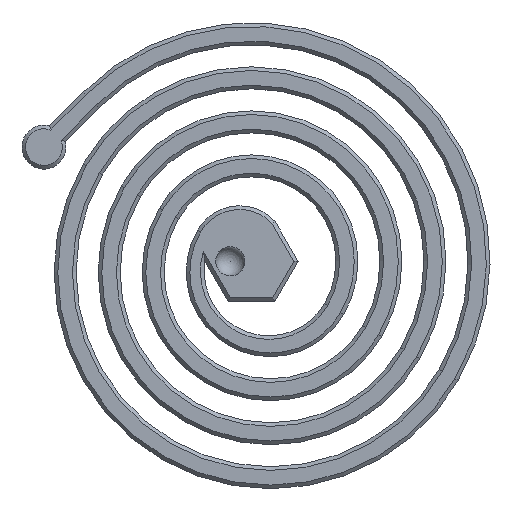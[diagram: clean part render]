
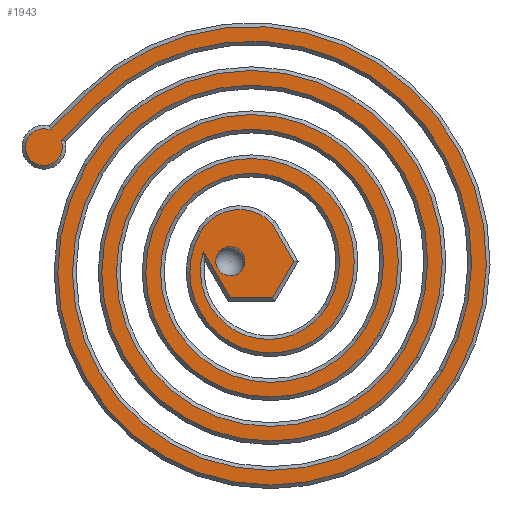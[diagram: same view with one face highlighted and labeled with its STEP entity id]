
A CAD part, left-side view. The second image highlights one B-rep face of the part: STEP entity #1943.
In plain terms, the highlighted planar face has unit normal (-1, 0, 0).
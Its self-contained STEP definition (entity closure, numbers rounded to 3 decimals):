
#97=LINE('',#2599,#202);
#163=LINE('',#2854,#268);
#166=LINE('',#2862,#271);
#168=LINE('',#2873,#273);
#170=LINE('',#2877,#275);
#192=LINE('',#2950,#297);
#202=VECTOR('',#2163,1000.);
#268=VECTOR('',#2423,1000.);
#271=VECTOR('',#2432,1000.);
#273=VECTOR('',#2440,1000.);
#275=VECTOR('',#2444,1000.);
#297=VECTOR('',#2530,1000.);
#654=ORIENTED_EDGE('',*,*,#869,.T.);
#655=ORIENTED_EDGE('',*,*,#718,.T.);
#656=ORIENTED_EDGE('',*,*,#866,.T.);
#657=ORIENTED_EDGE('',*,*,#864,.T.);
#658=ORIENTED_EDGE('',*,*,#705,.T.);
#659=ORIENTED_EDGE('',*,*,#720,.T.);
#660=ORIENTED_EDGE('',*,*,#810,.T.);
#661=ORIENTED_EDGE('',*,*,#814,.T.);
#662=ORIENTED_EDGE('',*,*,#818,.T.);
#663=ORIENTED_EDGE('',*,*,#822,.T.);
#664=ORIENTED_EDGE('',*,*,#826,.T.);
#665=ORIENTED_EDGE('',*,*,#830,.T.);
#666=ORIENTED_EDGE('',*,*,#834,.T.);
#667=ORIENTED_EDGE('',*,*,#837,.T.);
#668=ORIENTED_EDGE('',*,*,#835,.T.);
#669=ORIENTED_EDGE('',*,*,#831,.T.);
#670=ORIENTED_EDGE('',*,*,#827,.T.);
#671=ORIENTED_EDGE('',*,*,#823,.T.);
#672=ORIENTED_EDGE('',*,*,#819,.T.);
#673=ORIENTED_EDGE('',*,*,#815,.T.);
#674=ORIENTED_EDGE('',*,*,#811,.T.);
#675=ORIENTED_EDGE('',*,*,#807,.T.);
#676=ORIENTED_EDGE('',*,*,#805,.T.);
#677=ORIENTED_EDGE('',*,*,#803,.T.);
#678=ORIENTED_EDGE('',*,*,#801,.T.);
#705=EDGE_CURVE('',#896,#895,#97,.T.);
#718=EDGE_CURVE('',#906,#905,#1003,.F.);
#720=EDGE_CURVE('',#895,#907,#1004,.T.);
#801=EDGE_CURVE('',#959,#906,#1038,.F.);
#803=EDGE_CURVE('',#960,#959,#1039,.F.);
#805=EDGE_CURVE('',#961,#960,#1040,.F.);
#807=EDGE_CURVE('',#962,#961,#1041,.F.);
#810=EDGE_CURVE('',#907,#963,#1042,.T.);
#811=EDGE_CURVE('',#964,#962,#1043,.F.);
#814=EDGE_CURVE('',#963,#965,#1044,.T.);
#815=EDGE_CURVE('',#966,#964,#1045,.F.);
#818=EDGE_CURVE('',#965,#967,#1046,.T.);
#819=EDGE_CURVE('',#968,#966,#1047,.F.);
#822=EDGE_CURVE('',#967,#969,#1048,.T.);
#823=EDGE_CURVE('',#970,#968,#1049,.F.);
#826=EDGE_CURVE('',#969,#971,#1050,.T.);
#827=EDGE_CURVE('',#972,#970,#163,.T.);
#830=EDGE_CURVE('',#971,#973,#1051,.T.);
#831=EDGE_CURVE('',#974,#972,#166,.T.);
#834=EDGE_CURVE('',#973,#975,#1052,.T.);
#835=EDGE_CURVE('',#976,#974,#168,.T.);
#837=EDGE_CURVE('',#975,#976,#170,.T.);
#864=EDGE_CURVE('',#979,#896,#1055,.F.);
#866=EDGE_CURVE('',#905,#979,#192,.T.);
#869=EDGE_CURVE('',#980,#980,#1056,.T.);
#895=VERTEX_POINT('',#2598);
#896=VERTEX_POINT('',#2600);
#905=VERTEX_POINT('',#2628);
#906=VERTEX_POINT('',#2630);
#907=VERTEX_POINT('',#2634);
#959=VERTEX_POINT('',#2800);
#960=VERTEX_POINT('',#2804);
#961=VERTEX_POINT('',#2808);
#962=VERTEX_POINT('',#2812);
#963=VERTEX_POINT('',#2816);
#964=VERTEX_POINT('',#2820);
#965=VERTEX_POINT('',#2824);
#966=VERTEX_POINT('',#2828);
#967=VERTEX_POINT('',#2832);
#968=VERTEX_POINT('',#2836);
#969=VERTEX_POINT('',#2840);
#970=VERTEX_POINT('',#2844);
#971=VERTEX_POINT('',#2851);
#972=VERTEX_POINT('',#2855);
#973=VERTEX_POINT('',#2859);
#974=VERTEX_POINT('',#2863);
#975=VERTEX_POINT('',#2870);
#976=VERTEX_POINT('',#2874);
#979=VERTEX_POINT('',#2942);
#980=VERTEX_POINT('',#2957);
#1003=CIRCLE('',#1980,16.);
#1004=CIRCLE('',#1982,15.);
#1038=CIRCLE('',#2043,14.5);
#1039=CIRCLE('',#2045,13.);
#1040=CIRCLE('',#2047,11.5);
#1041=CIRCLE('',#2049,10.);
#1042=CIRCLE('',#2051,13.5);
#1043=CIRCLE('',#2053,8.5);
#1044=CIRCLE('',#2055,12.);
#1045=CIRCLE('',#2057,7.);
#1046=CIRCLE('',#2059,10.5);
#1047=CIRCLE('',#2061,5.5);
#1048=CIRCLE('',#2063,9.);
#1049=CIRCLE('',#2065,3.061);
#1050=CIRCLE('',#2067,7.5);
#1051=CIRCLE('',#2070,6.);
#1052=CIRCLE('',#2073,4.648);
#1055=CIRCLE('',#2105,1.25);
#1056=CIRCLE('',#2111,1.);
#1143=EDGE_LOOP('',(#654));
#1144=EDGE_LOOP('',(#655,#656,#657,#658,#659,#660,#661,#662,#663,#664,#665,
#666,#667,#668,#669,#670,#671,#672,#673,#674,#675,#676,#677,#678));
#1232=FACE_BOUND('',#1143,.T.);
#1233=FACE_BOUND('',#1144,.T.);
#1262=PLANE('',#2110);
#1943=ADVANCED_FACE('',(#1232,#1233),#1262,.F.);
#1980=AXIS2_PLACEMENT_3D('',#2629,#2187,#2188);
#1982=AXIS2_PLACEMENT_3D('',#2633,#2192,#2193);
#2043=AXIS2_PLACEMENT_3D('',#2799,#2359,#2360);
#2045=AXIS2_PLACEMENT_3D('',#2803,#2364,#2365);
#2047=AXIS2_PLACEMENT_3D('',#2807,#2369,#2370);
#2049=AXIS2_PLACEMENT_3D('',#2811,#2374,#2375);
#2051=AXIS2_PLACEMENT_3D('',#2817,#2380,#2381);
#2053=AXIS2_PLACEMENT_3D('',#2819,#2384,#2385);
#2055=AXIS2_PLACEMENT_3D('',#2825,#2390,#2391);
#2057=AXIS2_PLACEMENT_3D('',#2827,#2394,#2395);
#2059=AXIS2_PLACEMENT_3D('',#2833,#2400,#2401);
#2061=AXIS2_PLACEMENT_3D('',#2835,#2404,#2405);
#2063=AXIS2_PLACEMENT_3D('',#2841,#2410,#2411);
#2065=AXIS2_PLACEMENT_3D('',#2843,#2414,#2415);
#2067=AXIS2_PLACEMENT_3D('',#2852,#2419,#2420);
#2070=AXIS2_PLACEMENT_3D('',#2860,#2428,#2429);
#2073=AXIS2_PLACEMENT_3D('',#2871,#2436,#2437);
#2105=AXIS2_PLACEMENT_3D('',#2943,#2524,#2525);
#2110=AXIS2_PLACEMENT_3D('',#2955,#2537,#2538);
#2111=AXIS2_PLACEMENT_3D('',#2956,#2539,#2540);
#2163=DIRECTION('',(0.,-0.707,0.707));
#2187=DIRECTION('',(1.,0.,0.));
#2188=DIRECTION('',(0.,0.5,-0.866));
#2192=DIRECTION('',(1.,0.,0.));
#2193=DIRECTION('',(0.,0.5,-0.866));
#2359=DIRECTION('',(1.,0.,0.));
#2360=DIRECTION('',(0.,0.5,-0.866));
#2364=DIRECTION('',(1.,0.,0.));
#2365=DIRECTION('',(0.,0.5,-0.866));
#2369=DIRECTION('',(1.,0.,0.));
#2370=DIRECTION('',(0.,0.5,-0.866));
#2374=DIRECTION('',(1.,0.,0.));
#2375=DIRECTION('',(0.,0.5,-0.866));
#2380=DIRECTION('',(1.,0.,0.));
#2381=DIRECTION('',(0.,0.5,-0.866));
#2384=DIRECTION('',(1.,0.,0.));
#2385=DIRECTION('',(0.,0.5,-0.866));
#2390=DIRECTION('',(1.,0.,0.));
#2391=DIRECTION('',(0.,0.5,-0.866));
#2394=DIRECTION('',(1.,0.,0.));
#2395=DIRECTION('',(0.,0.5,-0.866));
#2400=DIRECTION('',(1.,0.,0.));
#2401=DIRECTION('',(0.,0.5,-0.866));
#2404=DIRECTION('',(1.,0.,0.));
#2405=DIRECTION('',(0.,0.5,-0.866));
#2410=DIRECTION('',(1.,0.,0.));
#2411=DIRECTION('',(0.,0.5,-0.866));
#2414=DIRECTION('',(1.,0.,0.));
#2415=DIRECTION('',(0.,0.5,-0.866));
#2419=DIRECTION('',(1.,0.,0.));
#2420=DIRECTION('',(0.,0.5,-0.866));
#2423=DIRECTION('',(0.,0.5,0.866));
#2428=DIRECTION('',(1.,0.,0.));
#2429=DIRECTION('',(0.,0.5,-0.866));
#2432=DIRECTION('',(0.,-0.5,0.866));
#2436=DIRECTION('',(1.,0.,0.));
#2437=DIRECTION('',(0.,0.5,-0.866));
#2440=DIRECTION('',(0.,-1.,0.));
#2444=DIRECTION('',(0.,-0.5,-0.866));
#2524=DIRECTION('',(1.,0.,0.));
#2525=DIRECTION('',(0.,0.707,-0.707));
#2530=DIRECTION('',(0.,0.707,-0.707));
#2537=DIRECTION('',(1.,0.,0.));
#2538=DIRECTION('',(0.,0.866,-0.5));
#2539=DIRECTION('',(1.,0.,0.));
#2540=DIRECTION('',(0.,0.707,-0.707));
#2598=CARTESIAN_POINT('',(26.,10.33,32.807));
#2599=CARTESIAN_POINT('',(26.,10.526,32.611));
#2600=CARTESIAN_POINT('',(26.,12.702,30.435));
#2628=CARTESIAN_POINT('',(26.,11.038,33.514));
#2629=CARTESIAN_POINT('',(26.,-0.276,22.2));
#2630=CARTESIAN_POINT('',(26.,-14.133,14.2));
#2633=CARTESIAN_POINT('',(26.,-0.276,22.2));
#2634=CARTESIAN_POINT('',(26.,-13.267,14.7));
#2799=CARTESIAN_POINT('',(26.,-1.575,21.45));
#2800=CARTESIAN_POINT('',(26.,10.982,28.7));
#2803=CARTESIAN_POINT('',(26.,-0.276,22.2));
#2804=CARTESIAN_POINT('',(26.,-11.534,15.7));
#2807=CARTESIAN_POINT('',(26.,-1.575,21.45));
#2808=CARTESIAN_POINT('',(26.,8.384,27.2));
#2811=CARTESIAN_POINT('',(26.,-0.276,22.2));
#2812=CARTESIAN_POINT('',(26.,-8.936,17.2));
#2816=CARTESIAN_POINT('',(26.,10.116,28.2));
#2817=CARTESIAN_POINT('',(26.,-1.575,21.45));
#2819=CARTESIAN_POINT('',(26.,-1.575,21.45));
#2820=CARTESIAN_POINT('',(26.,5.786,25.7));
#2824=CARTESIAN_POINT('',(26.,-10.668,16.2));
#2825=CARTESIAN_POINT('',(26.,-0.276,22.2));
#2827=CARTESIAN_POINT('',(26.,-0.276,22.2));
#2828=CARTESIAN_POINT('',(26.,-6.338,18.7));
#2832=CARTESIAN_POINT('',(26.,7.518,26.7));
#2833=CARTESIAN_POINT('',(26.,-1.575,21.45));
#2835=CARTESIAN_POINT('',(26.,-1.575,21.45));
#2836=CARTESIAN_POINT('',(26.,3.188,24.2));
#2840=CARTESIAN_POINT('',(26.,-8.07,17.7));
#2841=CARTESIAN_POINT('',(26.,-0.276,22.2));
#2843=CARTESIAN_POINT('',(26.,0.537,22.669));
#2844=CARTESIAN_POINT('',(26.,-1.662,24.799));
#2851=CARTESIAN_POINT('',(26.,4.92,25.2));
#2852=CARTESIAN_POINT('',(26.,-1.575,21.45));
#2854=CARTESIAN_POINT('',(26.,-1.647,24.825));
#2855=CARTESIAN_POINT('',(26.,-3.163,22.2));
#2859=CARTESIAN_POINT('',(26.,-5.472,19.2));
#2860=CARTESIAN_POINT('',(26.,-0.276,22.2));
#2862=CARTESIAN_POINT('',(26.,-3.235,22.325));
#2863=CARTESIAN_POINT('',(26.,-1.72,19.7));
#2870=CARTESIAN_POINT('',(26.,3.001,22.876));
#2871=CARTESIAN_POINT('',(26.,-1.447,21.524));
#2873=CARTESIAN_POINT('',(26.,-1.864,19.7));
#2874=CARTESIAN_POINT('',(26.,1.167,19.7));
#2877=CARTESIAN_POINT('',(26.,1.095,19.575));
#2942=CARTESIAN_POINT('',(26.,13.409,31.142));
#2943=CARTESIAN_POINT('',(26.,13.866,29.978));
#2950=CARTESIAN_POINT('',(26.,11.233,33.318));
#2955=CARTESIAN_POINT('',(26.,-11.137,2.836));
#2956=CARTESIAN_POINT('',(26.,1.167,22.2));
#2957=CARTESIAN_POINT('',(26.,1.874,21.493));
